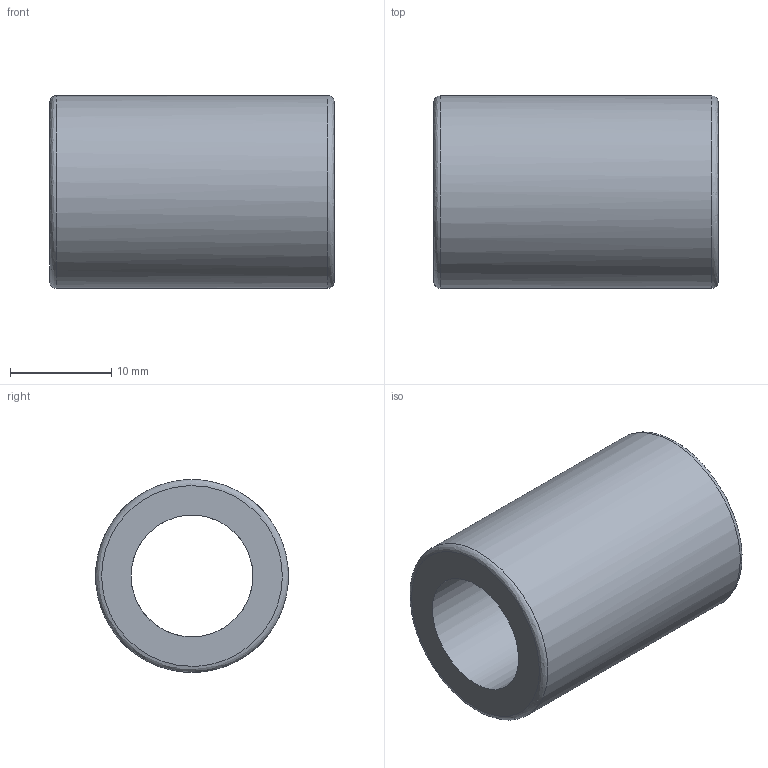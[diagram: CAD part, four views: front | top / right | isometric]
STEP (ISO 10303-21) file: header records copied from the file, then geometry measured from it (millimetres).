
FILE_DESCRIPTION ((), '1');
FILE_NAME ('KH00-212.stp', '2020-09-08T11:56:29', ('Unknown'), ('Unknown'), 'HarmonyWare STEP v2.0.5', 'Vectorworks', '');
FILE_SCHEMA (('CONFIG_CONTROL_DESIGN'));
Length unit declared in the file: millimetre
Products named in the file (1): NONE
Bounding box: 28 x 18.97 x 19 mm (x, y, z)
Volume: 4784.6 mm3; surface area: 3041.8 mm2
Topology: 1 solids, 1 shells, 6 faces, 20 edges, 16 vertices
Faces by surface type: bspline 6
Entity records: 385 total; most frequent: CARTESIAN_POINT 190, ORIENTED_EDGE 40, EDGE_CURVE 20, VERTEX_POINT 16, EDGE_LOOP 8, PERSON 8, ORGANIZATION 8, PERSON_AND_ORGANIZATION 8
